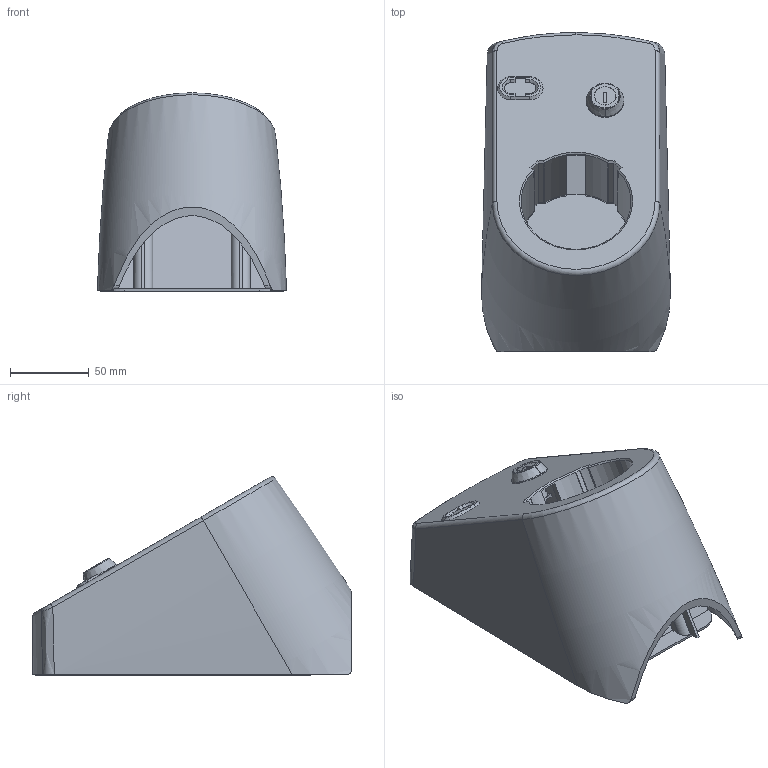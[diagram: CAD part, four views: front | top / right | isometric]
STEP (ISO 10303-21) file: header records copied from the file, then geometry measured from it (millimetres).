
FILE_DESCRIPTION (( 'STEP AP203' ), '1' );
FILE_NAME ('sone3D.STEP', '2017-04-14T01:01:24', ( '' ), ( '' ), 'SwSTEP 2.0', 'SolidWorks 2014', '' );
FILE_SCHEMA (( 'CONFIG_CONTROL_DESIGN' ));
Length unit declared in the file: millimetre
Products named in the file (14): T0230-4rotor_公_T0230-4; C-178-T_M4小PW__JIS B 1256 Small circular 4; CP-468-1_ケース_LED穴無し; C-178-T_M4-SW__JIS B 1251 No.2 4; CP-468-1_裏カバー; C-178-T_M4僱僕__M4亊7; CP-468-1_シートパッキン; C-178-T_; CP-468-1_インサートナット; CP-468-1_インジケーター窓; C-178-T_SUS僉儍僢僾_; sone3D; C-178-T_M19僫僢僩; C-178-T_90亱僇儉_
Assembly tree (16 placements, depth 3):
  sone3D
    CP-468-1_ケース_LED穴無し
    CP-468-1_裏カバー
    CP-468-1_シートパッキン
    CP-468-1_インサートナット  x4
    C-178-T_
      C-178-T_SUS僉儍僢僾_
      C-178-T_M19僫僢僩
      C-178-T_90亱僇儉_
      T0230-4rotor_公_T0230-4
      C-178-T_M4小PW__JIS B 1256 Small circular 4
      C-178-T_M4-SW__JIS B 1251 No.2 4
      C-178-T_M4僱僕__M4亊7
    CP-468-1_インジケーター窓
Bounding box: 120.26 x 203 x 126.29 mm (x, y, z)
Volume: 332513.5 mm3; surface area: 264780.4 mm2
Topology: 15 solids, 15 shells, 467 faces, 1191 edges, 770 vertices
Faces by surface type: plane 216, cylinder 182, torus 27, cone 23, bspline 12, sphere 7
Entity records: 15950 total; most frequent: CARTESIAN_POINT 3390, DIRECTION 2333, ORIENTED_EDGE 2306, EDGE_CURVE 1153, AXIS2_PLACEMENT_3D 861, VERTEX_POINT 746, VECTOR 611, LINE 611
